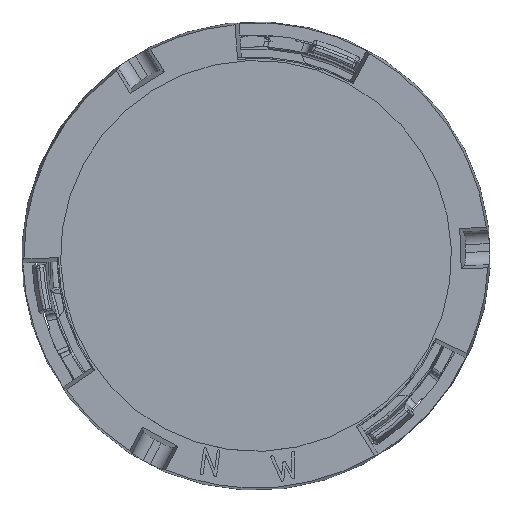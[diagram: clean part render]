
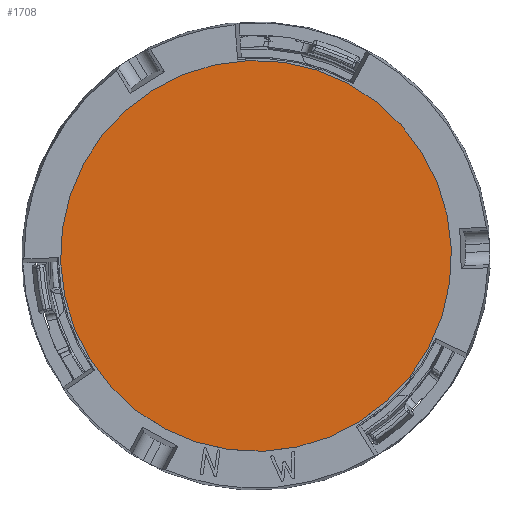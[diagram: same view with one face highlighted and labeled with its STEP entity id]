
A CAD part, top view. The second image highlights one B-rep face of the part: STEP entity #1708.
In plain terms, the highlighted planar face has unit normal (0, 0, 1).
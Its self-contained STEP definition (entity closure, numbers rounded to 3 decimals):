
#1708=ADVANCED_FACE('',(#3376),#3377,.T.);
#3376=FACE_OUTER_BOUND('',#17783,.T.);
#3377=PLANE('',#17784);
#17783=EDGE_LOOP('',(#24420));
#17784=AXIS2_PLACEMENT_3D('',#24421,#24422,#24423);
#24420=ORIENTED_EDGE('',*,*,#26967,.T.);
#24421=CARTESIAN_POINT('',(0.,0.,19.512));
#24422=DIRECTION('',(0.0,0.0,1.0));
#24423=DIRECTION('',(1.0,0.0,0.0));
#26967=EDGE_CURVE('',#29947,#29947,#29948,.T.);
#29947=VERTEX_POINT('',#37451);
#29948=CIRCLE('',#37452,14.5);
#37451=CARTESIAN_POINT('',(14.5,0.,19.512));
#37452=AXIS2_PLACEMENT_3D('',#39051,#39052,#39053);
#39051=CARTESIAN_POINT('',(0.,0.,19.512));
#39052=DIRECTION('',(0.0,0.0,1.0));
#39053=DIRECTION('',(1.0,0.0,0.0));
